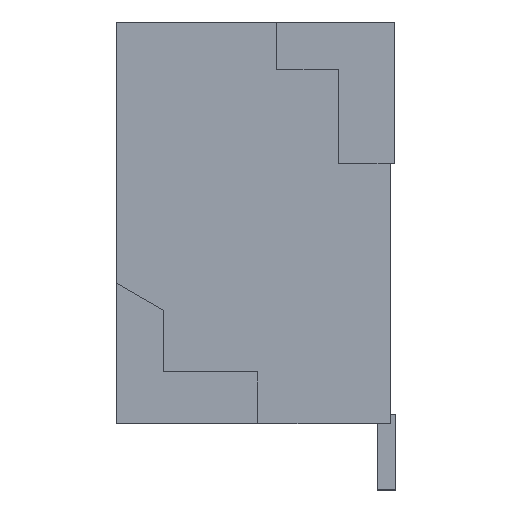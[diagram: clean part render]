
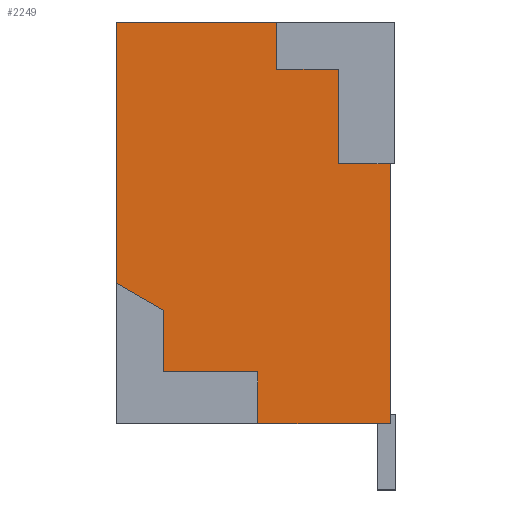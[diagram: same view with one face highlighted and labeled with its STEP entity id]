
A CAD part, left-side view. The second image highlights one B-rep face of the part: STEP entity #2249.
In plain terms, the highlighted planar face has unit normal (-1, 0, 0).
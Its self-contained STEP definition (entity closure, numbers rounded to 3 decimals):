
#75=FACE_OUTER_BOUND('',#193,.T.);
#193=EDGE_LOOP('',(#1680,#1681,#1682,#1683,#1684,#1685,#1686,#1687,#1688,
#1689,#1690,#1691));
#353=LINE('',#3175,#657);
#374=LINE('',#3216,#678);
#391=LINE('',#3250,#695);
#436=LINE('',#3339,#740);
#439=LINE('',#3346,#743);
#440=LINE('',#3347,#744);
#441=LINE('',#3349,#745);
#442=LINE('',#3351,#746);
#443=LINE('',#3352,#747);
#444=LINE('',#3354,#748);
#445=LINE('',#3356,#749);
#446=LINE('',#3357,#750);
#657=VECTOR('',#2608,1000.);
#678=VECTOR('',#2645,1000.);
#695=VECTOR('',#2664,1000.);
#740=VECTOR('',#2725,1000.);
#743=VECTOR('',#2732,1000.);
#744=VECTOR('',#2733,1000.);
#745=VECTOR('',#2734,1000.);
#746=VECTOR('',#2735,1000.);
#747=VECTOR('',#2736,1000.);
#748=VECTOR('',#2737,1000.);
#749=VECTOR('',#2738,1000.);
#750=VECTOR('',#2739,1000.);
#923=VERTEX_POINT('',#3153);
#933=VERTEX_POINT('',#3173);
#945=VERTEX_POINT('',#3214);
#960=VERTEX_POINT('',#3247);
#961=VERTEX_POINT('',#3249);
#997=VERTEX_POINT('',#3338);
#998=VERTEX_POINT('',#3344);
#999=VERTEX_POINT('',#3345);
#1000=VERTEX_POINT('',#3348);
#1001=VERTEX_POINT('',#3350);
#1002=VERTEX_POINT('',#3353);
#1003=VERTEX_POINT('',#3355);
#1163=EDGE_CURVE('',#933,#923,#353,.T.);
#1184=EDGE_CURVE('',#945,#933,#374,.T.);
#1201=EDGE_CURVE('',#961,#960,#391,.T.);
#1246=EDGE_CURVE('',#997,#923,#436,.T.);
#1249=EDGE_CURVE('',#998,#999,#439,.T.);
#1250=EDGE_CURVE('',#999,#961,#440,.T.);
#1251=EDGE_CURVE('',#960,#1000,#441,.T.);
#1252=EDGE_CURVE('',#1000,#1001,#442,.T.);
#1253=EDGE_CURVE('',#1001,#997,#443,.T.);
#1254=EDGE_CURVE('',#945,#1002,#444,.T.);
#1255=EDGE_CURVE('',#1002,#1003,#445,.T.);
#1256=EDGE_CURVE('',#1003,#998,#446,.T.);
#1680=ORIENTED_EDGE('',*,*,#1249,.T.);
#1681=ORIENTED_EDGE('',*,*,#1250,.T.);
#1682=ORIENTED_EDGE('',*,*,#1201,.T.);
#1683=ORIENTED_EDGE('',*,*,#1251,.T.);
#1684=ORIENTED_EDGE('',*,*,#1252,.T.);
#1685=ORIENTED_EDGE('',*,*,#1253,.T.);
#1686=ORIENTED_EDGE('',*,*,#1246,.T.);
#1687=ORIENTED_EDGE('',*,*,#1163,.F.);
#1688=ORIENTED_EDGE('',*,*,#1184,.F.);
#1689=ORIENTED_EDGE('',*,*,#1254,.T.);
#1690=ORIENTED_EDGE('',*,*,#1255,.T.);
#1691=ORIENTED_EDGE('',*,*,#1256,.T.);
#2026=PLANE('',#2374);
#2249=ADVANCED_FACE('',(#75),#2026,.F.);
#2374=AXIS2_PLACEMENT_3D('',#3343,#2730,#2731);
#2608=DIRECTION('',(0.,-1.,0.));
#2645=DIRECTION('',(0.,0.,1.));
#2664=DIRECTION('',(0.,0.,1.));
#2725=DIRECTION('',(0.,0.,1.));
#2730=DIRECTION('center_axis',(1.,0.,0.));
#2731=DIRECTION('ref_axis',(0.,0.,
-1.));
#2732=DIRECTION('',(0.,0.,-1.));
#2733=DIRECTION('',(0.,-1.,0.));
#2734=DIRECTION('',(0.,1.,0.));
#2735=DIRECTION('',(0.,0.,1.));
#2736=DIRECTION('',(0.,1.,0.));
#2737=DIRECTION('',(0.,-0.866,-0.5));
#2738=DIRECTION('',(0.,0.,-1.));
#2739=DIRECTION('',(0.,-1.,0.));
#3153=CARTESIAN_POINT('',(-4.,1.555,3.895));
#3173=CARTESIAN_POINT('',(-4.,3.255,3.895));
#3175=CARTESIAN_POINT('',(-4.,3.255,3.895));
#3214=CARTESIAN_POINT('',(-4.,3.255,1.134));
#3216=CARTESIAN_POINT('',(-4.,3.255,-0.355));
#3247=CARTESIAN_POINT('',(-4.,0.355,2.395));
#3249=CARTESIAN_POINT('',(-4.,0.355,-0.355));
#3250=CARTESIAN_POINT('',(-4.,0.355,-0.355));
#3338=CARTESIAN_POINT('',(-4.,1.555,3.395));
#3339=CARTESIAN_POINT('',(-4.,1.555,3.895));
#3343=CARTESIAN_POINT('Origin',(-4.,3.255,-0.355));
#3344=CARTESIAN_POINT('',(-4.,1.755,0.195));
#3345=CARTESIAN_POINT('',(-4.,1.755,-0.355));
#3346=CARTESIAN_POINT('',(-4.,1.755,0.195));
#3347=CARTESIAN_POINT('',(-4.,3.255,-0.355));
#3348=CARTESIAN_POINT('',(-4.,0.905,2.395));
#3349=CARTESIAN_POINT('',(-4.,0.905,2.395));
#3350=CARTESIAN_POINT('',(-4.,0.905,3.395));
#3351=CARTESIAN_POINT('',(-4.,0.905,3.395));
#3352=CARTESIAN_POINT('',(-4.,1.555,3.395));
#3353=CARTESIAN_POINT('',(-4.,2.755,0.845));
#3354=CARTESIAN_POINT('',(-4.,2.755,0.845));
#3355=CARTESIAN_POINT('',(-4.,2.755,0.195));
#3356=CARTESIAN_POINT('',(-4.,2.755,0.195));
#3357=CARTESIAN_POINT('',(-4.,2.755,0.195));
